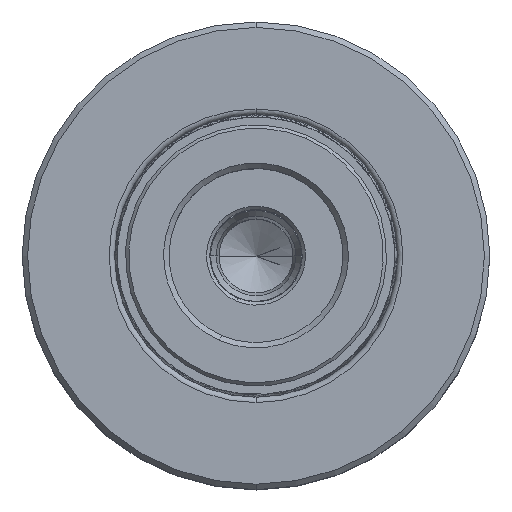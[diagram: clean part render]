
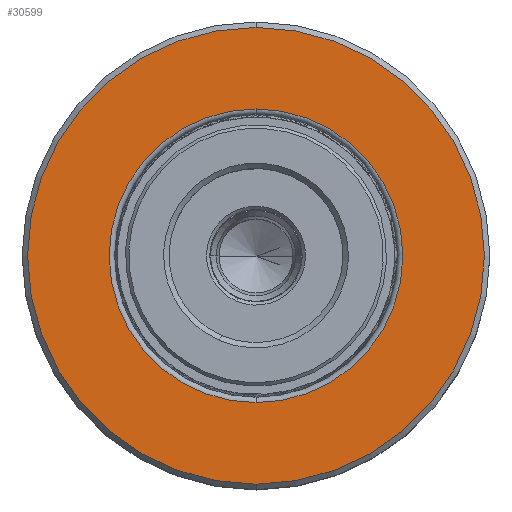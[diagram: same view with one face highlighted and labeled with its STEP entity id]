
A CAD part, top view. The second image highlights one B-rep face of the part: STEP entity #30599.
In plain terms, the highlighted face is planar.
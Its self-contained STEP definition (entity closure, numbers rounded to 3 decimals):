
#706 = CARTESIAN_POINT ( 'NONE',  ( 0., 10.687, 21. ) ) ;
#1637 = CIRCLE ( 'NONE', #3546, 13.5 ) ;
#3113 = AXIS2_PLACEMENT_3D ( 'NONE', #6280, #20219, #17172 ) ;
#3546 = AXIS2_PLACEMENT_3D ( 'NONE', #22226, #27691, #14224 ) ;
#3728 = DIRECTION ( 'NONE',  ( 0., 1., 0. ) ) ;
#5137 = CARTESIAN_POINT ( 'NONE',  ( 0., 10.687, 13.5 ) ) ;
#5316 = ORIENTED_EDGE ( 'NONE', *, *, #24959, .T. ) ;
#6280 = CARTESIAN_POINT ( 'NONE',  ( 0., 10.687, 0. ) ) ;
#6885 = CIRCLE ( 'NONE', #34778, 21. ) ;
#8150 = CARTESIAN_POINT ( 'NONE',  ( 0., 10.687, 0. ) ) ;
#10598 = DIRECTION ( 'NONE',  ( 0., -1., 0. ) ) ;
#10853 = ORIENTED_EDGE ( 'NONE', *, *, #17271, .F. ) ;
#12558 = VERTEX_POINT ( 'NONE', #706 ) ;
#13488 = VERTEX_POINT ( 'NONE', #5137 ) ;
#13963 = AXIS2_PLACEMENT_3D ( 'NONE', #31227, #3728, #25405 ) ;
#14224 = DIRECTION ( 'NONE',  ( 0., 0., -1. ) ) ;
#14285 = ORIENTED_EDGE ( 'NONE', *, *, #23442, .T. ) ;
#15223 = CARTESIAN_POINT ( 'NONE',  ( 0., 10.687, -13.5 ) ) ;
#16559 = DIRECTION ( 'NONE',  ( 0., 0., -1. ) ) ;
#17070 = AXIS2_PLACEMENT_3D ( 'NONE', #24666, #10598, #16559 ) ;
#17172 = DIRECTION ( 'NONE',  ( 0., 0., -1. ) ) ;
#17185 = CARTESIAN_POINT ( 'NONE',  ( 0., 10.687, -21. ) ) ;
#17271 = EDGE_CURVE ( 'NONE', #12558, #17832, #6885, .T. ) ;
#17832 = VERTEX_POINT ( 'NONE', #17185 ) ;
#20219 = DIRECTION ( 'NONE',  ( 0., -1., 0. ) ) ;
#21816 = FACE_OUTER_BOUND ( 'NONE', #35192, .T. ) ;
#22213 = DIRECTION ( 'NONE',  ( 0., -1., 0. ) ) ;
#22226 = CARTESIAN_POINT ( 'NONE',  ( 0., 10.687, 0. ) ) ;
#22261 = CIRCLE ( 'NONE', #17070, 21. ) ;
#22989 = VERTEX_POINT ( 'NONE', #15223 ) ;
#23442 = EDGE_CURVE ( 'NONE', #22989, #13488, #1637, .T. ) ;
#23702 = CIRCLE ( 'NONE', #3113, 13.5 ) ;
#24666 = CARTESIAN_POINT ( 'NONE',  ( 0., 10.687, 0. ) ) ;
#24959 = EDGE_CURVE ( 'NONE', #13488, #22989, #23702, .T. ) ;
#25405 = DIRECTION ( 'NONE',  ( 0., 0., 1. ) ) ;
#27691 = DIRECTION ( 'NONE',  ( 0., -1., 0. ) ) ;
#27916 = DIRECTION ( 'NONE',  ( 0., 0., -1. ) ) ;
#28241 = EDGE_LOOP ( 'NONE', ( #14285, #5316 ) ) ;
#29424 = EDGE_CURVE ( 'NONE', #17832, #12558, #22261, .T. ) ;
#30599 = ADVANCED_FACE ( 'NONE', ( #35663, #21816 ), #33628, .T. ) ;
#31227 = CARTESIAN_POINT ( 'NONE',  ( 21., 10.687, 0. ) ) ;
#31252 = ORIENTED_EDGE ( 'NONE', *, *, #29424, .F. ) ;
#33628 = PLANE ( 'NONE',  #13963 ) ;
#34778 = AXIS2_PLACEMENT_3D ( 'NONE', #8150, #22213, #27916 ) ;
#35192 = EDGE_LOOP ( 'NONE', ( #31252, #10853 ) ) ;
#35663 = FACE_BOUND ( 'NONE', #28241, .T. ) ;
